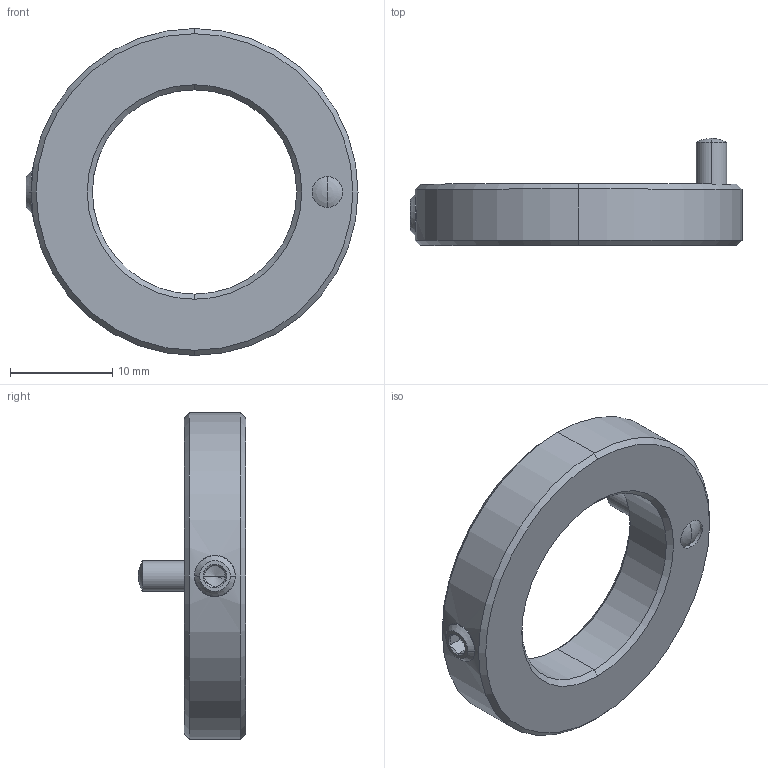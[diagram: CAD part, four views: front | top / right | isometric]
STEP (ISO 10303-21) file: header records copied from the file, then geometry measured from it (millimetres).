
FILE_DESCRIPTION (( 'STEP AP214' ), '1' );
FILE_NAME ('23310.0348.STEP', '2023-06-14T10:01:13', ( '' ), ( '' ), 'SwSTEP 2.0', 'SolidWorks 2021', '' );
FILE_SCHEMA (( 'AUTOMOTIVE_DESIGN' ));
Length unit declared in the file: millimetre
Products named in the file (1): 23310.0348
Bounding box: 32.5 x 10.49 x 32 mm (x, y, z)
Volume: 2923 mm3; surface area: 2054.4 mm2
Topology: 2 solids, 2 shells, 68 faces, 146 edges, 80 vertices
Faces by surface type: cone 31, plane 17, cylinder 16, torus 4
Entity records: 2620 total; most frequent: CARTESIAN_POINT 529, DIRECTION 303, ORIENTED_EDGE 280, EDGE_CURVE 140, AXIS2_PLACEMENT_3D 132, VERTEX_POINT 80, EDGE_LOOP 76, ADVANCED_FACE 68
